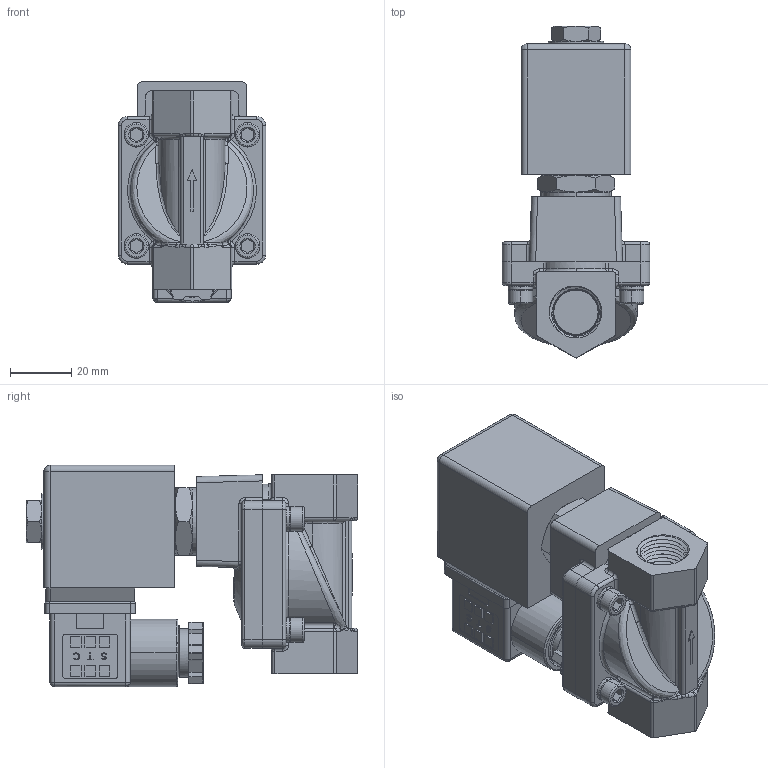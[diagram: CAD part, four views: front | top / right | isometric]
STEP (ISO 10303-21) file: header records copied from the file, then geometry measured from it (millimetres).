
FILE_DESCRIPTION (( 'STEP AP214' ), '1' );
FILE_NAME ('2RS130-3-8.STEP', '2018-09-04T20:19:40', ( '' ), ( '' ), 'SwSTEP 2.0', 'SolidWorks 2016', '' );
FILE_SCHEMA (( 'AUTOMOTIVE_DESIGN' ));
Length unit declared in the file: millimetre
Products named in the file (1): 2RS130-3-8
Bounding box: 48.2 x 108.25 x 72.2 mm (x, y, z)
Volume: 159421.3 mm3; surface area: 58126.9 mm2
Topology: 22 solids, 22 shells, 1760 faces, 4837 edges, 3155 vertices
Faces by surface type: plane 674, cylinder 660, bspline 159, torus 115, cone 115, sphere 37
Entity records: 129137 total; most frequent: CARTESIAN_POINT 68423, ORIENTED_EDGE 9632, DIRECTION 7173, EDGE_CURVE 4816, VERTEX_POINT 3153, AXIS2_PLACEMENT_3D 2416, VECTOR 2341, LINE 2341
